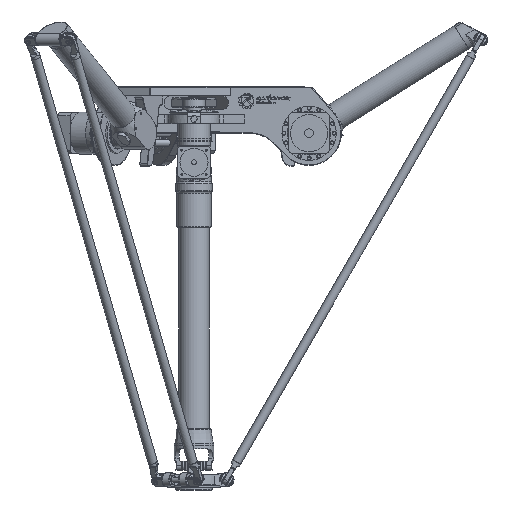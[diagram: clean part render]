
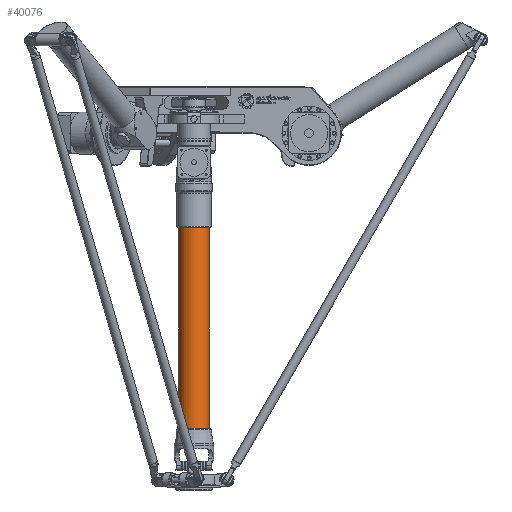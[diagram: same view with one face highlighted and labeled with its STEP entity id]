
A CAD part, front view. The second image highlights one B-rep face of the part: STEP entity #40076.
In plain terms, the highlighted cylindrical face has radius 33.5 mm (diameter 67 mm), a full revolution.
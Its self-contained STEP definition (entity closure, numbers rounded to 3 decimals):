
#1859=FACE_BOUND('',#8574,.T.);
#5492=FACE_OUTER_BOUND('',#8573,.T.);
#8573=EDGE_LOOP('',(#35987));
#8574=EDGE_LOOP('',(#35988));
#10307=CIRCLE('',#44274,33.5);
#10341=CIRCLE('',#44357,33.5);
#19980=VERTEX_POINT('',#77830);
#20050=VERTEX_POINT('',#78167);
#25270=EDGE_CURVE('',#19980,#19980,#10307,.T.);
#25374=EDGE_CURVE('',#20050,#20050,#10341,.T.);
#35987=ORIENTED_EDGE('',*,*,#25270,.F.);
#35988=ORIENTED_EDGE('',*,*,#25374,.T.);
#36948=CYLINDRICAL_SURFACE('',#44370,33.5);
#40076=ADVANCED_FACE('',(#5492,#1859),#36948,.T.);
#44274=AXIS2_PLACEMENT_3D('',#77831,#55275,#55276);
#44357=AXIS2_PLACEMENT_3D('',#78168,#55493,#55494);
#44370=AXIS2_PLACEMENT_3D('',#78185,#55519,#55520);
#55275=DIRECTION('center_axis',(0.,-1.,0.));
#55276=DIRECTION('ref_axis',(1.,0.,0.));
#55493=DIRECTION('center_axis',(0.,-1.,0.));
#55494=DIRECTION('ref_axis',(1.,0.,0.));
#55519=DIRECTION('center_axis',(0.,-1.,0.));
#55520=DIRECTION('ref_axis',(1.,0.,0.));
#77830=CARTESIAN_POINT('',(33.5,0.,0.));
#77831=CARTESIAN_POINT('Origin',(0.,0.,0.));
#78167=CARTESIAN_POINT('',(33.5,435.07,0.));
#78168=CARTESIAN_POINT('Origin',(0.,435.07,0.));
#78185=CARTESIAN_POINT('Origin',(0.,217.535,0.));
